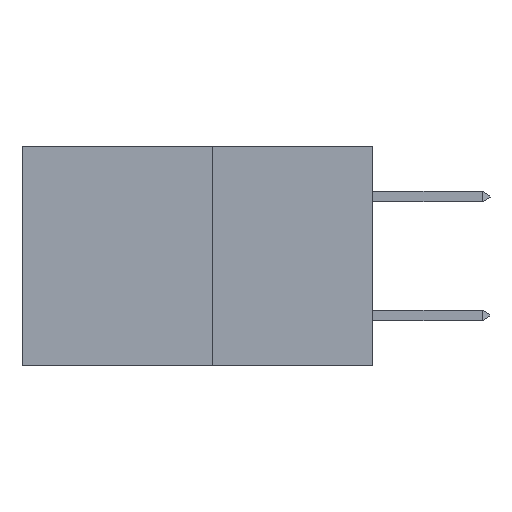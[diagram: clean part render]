
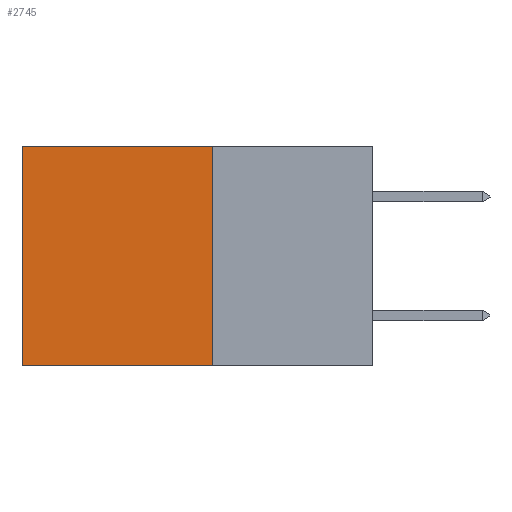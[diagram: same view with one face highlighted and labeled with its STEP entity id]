
A CAD part, left-side view. The second image highlights one B-rep face of the part: STEP entity #2745.
In plain terms, the highlighted planar face has unit normal (-1, 0, 0).
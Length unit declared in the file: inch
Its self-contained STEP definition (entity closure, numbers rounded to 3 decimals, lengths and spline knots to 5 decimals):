
#155 = EDGE_CURVE ( 'NONE', #3810, #7211, #4914, .T. ) ;
#259 = EDGE_CURVE ( 'NONE', #8750, #856, #7255, .T. ) ;
#450 = EDGE_LOOP ( 'NONE', ( #9192, #9346, #8371, #2327 ) ) ;
#585 = CARTESIAN_POINT ( 'NONE',  ( 0.277, 0.59, -0.37 ) ) ;
#856 = VERTEX_POINT ( 'NONE', #585 ) ;
#959 = VECTOR ( 'NONE', #3438, 39.37008 ) ;
#999 = PLANE ( 'NONE',  #8585 ) ;
#1337 = EDGE_CURVE ( 'NONE', #7211, #856, #8863, .T. ) ;
#1424 = EDGE_CURVE ( 'NONE', #3810, #8750, #8011, .T. ) ;
#1471 = CARTESIAN_POINT ( 'NONE',  ( 0.277, 0.27, -0.37 ) ) ;
#1650 = CARTESIAN_POINT ( 'NONE',  ( 0.277, 0.59, -0.37 ) ) ;
#2327 = ORIENTED_EDGE ( 'NONE', *, *, #1424, .T. ) ;
#2471 = VECTOR ( 'NONE', #6702, 39.37008 ) ;
#2745 = ADVANCED_FACE ( 'NONE', ( #4620 ), #999, .F. ) ;
#3104 = CARTESIAN_POINT ( 'NONE',  ( 0.277, 0.27, 0. ) ) ;
#3438 = DIRECTION ( 'NONE',  ( 0., 1., 0. ) ) ;
#3810 = VERTEX_POINT ( 'NONE', #3104 ) ;
#3861 = DIRECTION ( 'NONE',  ( 0., 0., -1. ) ) ;
#4248 = CARTESIAN_POINT ( 'NONE',  ( 0.277, 0.59, 0. ) ) ;
#4620 = FACE_OUTER_BOUND ( 'NONE', #450, .T. ) ;
#4914 = LINE ( 'NONE', #1471, #8547 ) ;
#6117 = CARTESIAN_POINT ( 'NONE',  ( 0.277, 0.27, -0.37 ) ) ;
#6443 = CARTESIAN_POINT ( 'NONE',  ( 0.277, 0.27, -0.37 ) ) ;
#6702 = DIRECTION ( 'NONE',  ( 0., 1., 0. ) ) ;
#7005 = CARTESIAN_POINT ( 'NONE',  ( 0.277, 0.27, -0.37 ) ) ;
#7039 = DIRECTION ( 'NONE',  ( 0., 0., -1. ) ) ;
#7043 = VECTOR ( 'NONE', #7039, 39.37008 ) ;
#7211 = VERTEX_POINT ( 'NONE', #6117 ) ;
#7255 = LINE ( 'NONE', #1650, #7043 ) ;
#8011 = LINE ( 'NONE', #8463, #959 ) ;
#8371 = ORIENTED_EDGE ( 'NONE', *, *, #155, .F. ) ;
#8463 = CARTESIAN_POINT ( 'NONE',  ( 0.277, 0.27, 0. ) ) ;
#8547 = VECTOR ( 'NONE', #3861, 39.37008 ) ;
#8585 = AXIS2_PLACEMENT_3D ( 'NONE', #6443, #9750, #9166 ) ;
#8750 = VERTEX_POINT ( 'NONE', #4248 ) ;
#8863 = LINE ( 'NONE', #7005, #2471 ) ;
#9166 = DIRECTION ( 'NONE',  ( 0., 0., -1. ) ) ;
#9192 = ORIENTED_EDGE ( 'NONE', *, *, #259, .T. ) ;
#9346 = ORIENTED_EDGE ( 'NONE', *, *, #1337, .F. ) ;
#9750 = DIRECTION ( 'NONE',  ( 1., 0., 0. ) ) ;
